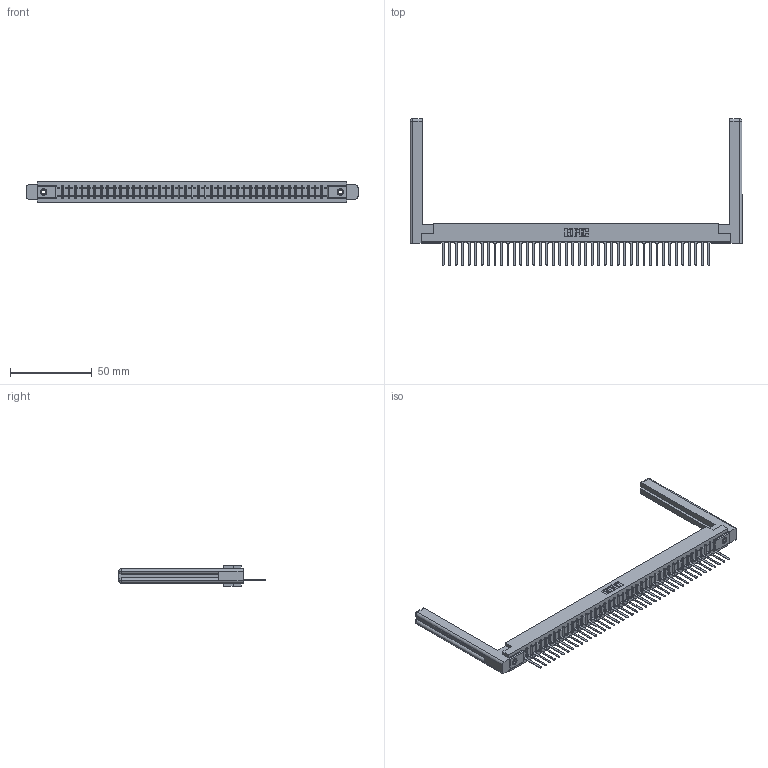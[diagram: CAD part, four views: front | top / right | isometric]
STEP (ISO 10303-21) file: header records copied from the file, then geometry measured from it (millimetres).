
FILE_DESCRIPTION (( 'STEP AP203' ), '1' );
FILE_NAME ('357-042-447-158.STEP', '2020-10-03T10:06:05', ( '' ), ( '' ), 'SwSTEP 2.0', 'SolidWorks 2020', '' );
FILE_SCHEMA (( 'CONFIG_CONTROL_DESIGN' ));
Length unit declared in the file: inch
Products named in the file (5): 357-042-447-158; 307-290-001_547; 307-220-058; 307 Part_.156 Dia Mounting Holes; 345-250-001_345-250-001-102
Assembly tree (47 placements, depth 2):
  357-042-447-158
    307 Part_.156 Dia Mounting Holes
    307-290-001_547  x42
    307-220-058  x2
    345-250-001_345-250-001-102  x2
Bounding box: 203.05 x 89.74 x 12.7 mm (x, y, z)
Volume: 28339.7 mm3; surface area: 28204.1 mm2
Topology: 47 solids, 47 shells, 2655 faces, 7481 edges, 4802 vertices
Faces by surface type: plane 1708, cylinder 837, sphere 86, torus 12, cone 12
Entity records: 38607 total; most frequent: CARTESIAN_POINT 6511, ORIENTED_EDGE 6436, DIRECTION 6292, EDGE_CURVE 3218, VECTOR 2466, LINE 2466, VERTEX_POINT 2078, AXIS2_PLACEMENT_3D 1913
